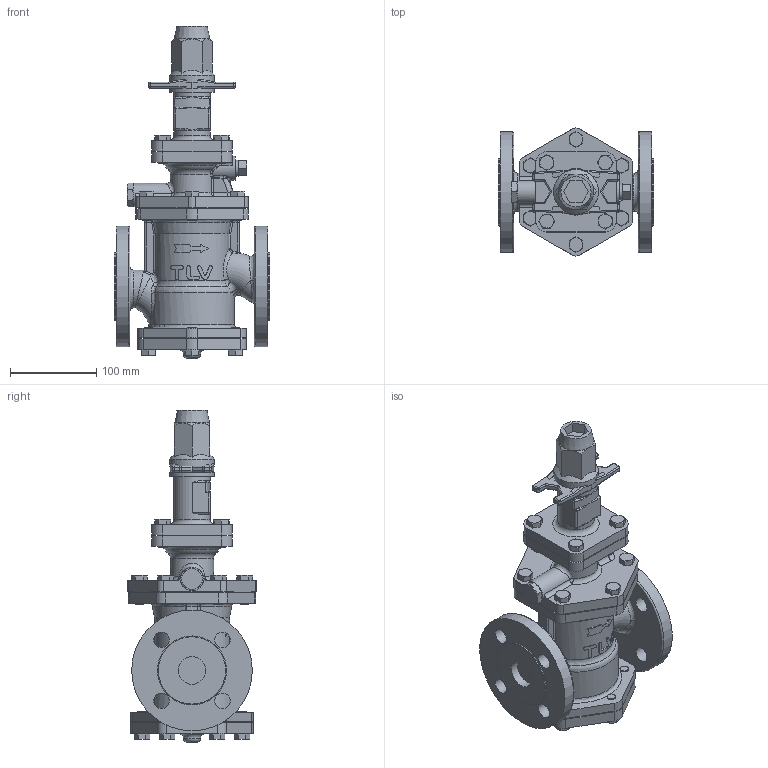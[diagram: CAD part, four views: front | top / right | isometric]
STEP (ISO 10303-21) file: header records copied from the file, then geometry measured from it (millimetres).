
FILE_DESCRIPTION(/* description */ (''),/* implementation_level */ '2;1');
FILE_NAME(/* name */ 'csr16-032-e0025-01.stp',/* time_stamp */ '2014-10-03T13:48:13+09:00',/* author */ ('nakaot'),/* organization */ (''),/* preprocessor_version */ 'ST-DEVELOPER v15.6',/* originating_system */ 'Autodesk Inventor 2015',/* authorisation */ '');
FILE_SCHEMA (('AUTOMOTIVE_DESIGN { 1 0 10303 214 3 1 1 }'));
Length unit declared in the file: millimetre
Products named in the file (1): csr16-032-e0025-01
Bounding box: 180 x 148.55 x 385 mm (x, y, z)
Volume: 2703832.4 mm3; surface area: 291418.3 mm2
Topology: 1 solids, 1 shells, 745 faces, 1771 edges, 1077 vertices
Faces by surface type: plane 285, cylinder 194, cone 119, bspline 107, torus 30, sphere 10
Full cylindrical faces by diameter (mm): 10 x32, 12 x10, 18 x8, 20 x1, 27 x1, 28 x1, 32 x2, 42 x1, 44 x1, 50 x1, 52 x2, 78 x2, 100 x2, 140 x2
Entity records: 23731 total; most frequent: CARTESIAN_POINT 7909, ORIENTED_EDGE 3324, DIRECTION 3114, EDGE_CURVE 1662, AXIS2_PLACEMENT_3D 1246, VERTEX_POINT 1059, EDGE_LOOP 933, FACE_OUTER_BOUND 745
